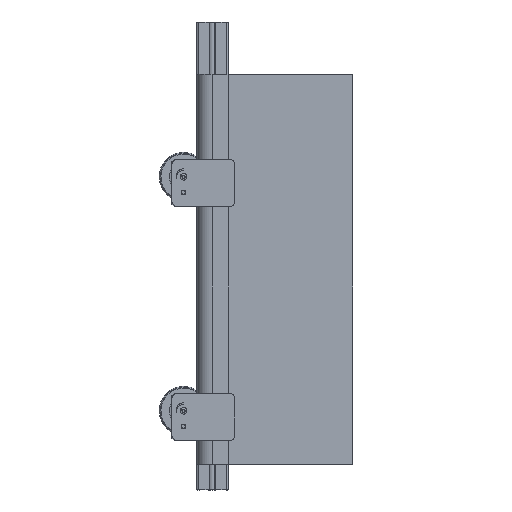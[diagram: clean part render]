
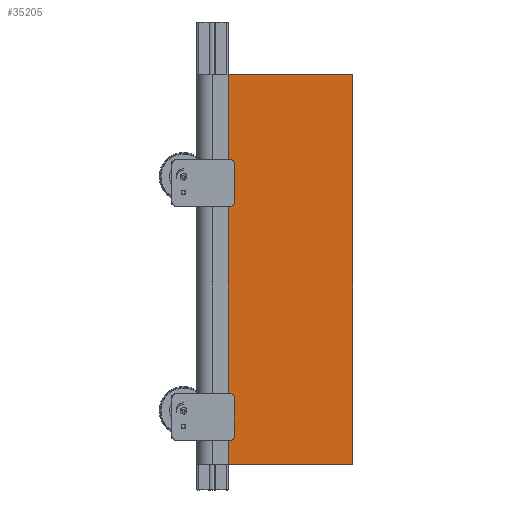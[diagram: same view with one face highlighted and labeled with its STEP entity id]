
A CAD part, front view. The second image highlights one B-rep face of the part: STEP entity #35205.
In plain terms, the highlighted free-form (B-spline) face has degree [1, 1] with [2, 2] control points.
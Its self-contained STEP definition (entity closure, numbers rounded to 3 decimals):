
#35182 = VERTEX_POINT('',#35183);
#35183 = CARTESIAN_POINT('',(-61.575,-26.392,
    -348.674));
#35188 = EDGE_CURVE('',#35189,#35182,#35191,.T.);
#35189 = VERTEX_POINT('',#35190);
#35190 = CARTESIAN_POINT('',(-61.575,-26.392,
    303.659));
#35191 = B_SPLINE_CURVE_WITH_KNOTS('',1,(#35192,#35193),.UNSPECIFIED.,
  .F.,.F.,(2,2),(-0.,500.),.PIECEWISE_BEZIER_KNOTS.);
#35192 = CARTESIAN_POINT('',(-61.575,-26.392,
    303.659));
#35193 = CARTESIAN_POINT('',(-61.575,-26.392,
    -348.674));
#35205 = ADVANCED_FACE('',(#35206),#35228,.F.);
#35206 = FACE_BOUND('',#35207,.T.);
#35207 = EDGE_LOOP('',(#35208,#35215,#35222,#35227));
#35208 = ORIENTED_EDGE('',*,*,#35209,.T.);
#35209 = EDGE_CURVE('',#35182,#35210,#35212,.T.);
#35210 = VERTEX_POINT('',#35211);
#35211 = CARTESIAN_POINT('',(147.171,-26.392,
    -348.674));
#35212 = B_SPLINE_CURVE_WITH_KNOTS('',1,(#35213,#35214),.UNSPECIFIED.,
  .F.,.F.,(2,2),(0.,160.),.PIECEWISE_BEZIER_KNOTS.);
#35213 = CARTESIAN_POINT('',(-61.575,-26.392,
    -348.674));
#35214 = CARTESIAN_POINT('',(147.171,-26.392,
    -348.674));
#35215 = ORIENTED_EDGE('',*,*,#35216,.F.);
#35216 = EDGE_CURVE('',#35217,#35210,#35219,.T.);
#35217 = VERTEX_POINT('',#35218);
#35218 = CARTESIAN_POINT('',(147.171,-26.392,
    303.659));
#35219 = B_SPLINE_CURVE_WITH_KNOTS('',1,(#35220,#35221),.UNSPECIFIED.,
  .F.,.F.,(2,2),(-0.,500.),.PIECEWISE_BEZIER_KNOTS.);
#35220 = CARTESIAN_POINT('',(147.171,-26.392,
    303.659));
#35221 = CARTESIAN_POINT('',(147.171,-26.392,
    -348.674));
#35222 = ORIENTED_EDGE('',*,*,#35223,.F.);
#35223 = EDGE_CURVE('',#35189,#35217,#35224,.T.);
#35224 = B_SPLINE_CURVE_WITH_KNOTS('',1,(#35225,#35226),.UNSPECIFIED.,
  .F.,.F.,(2,2),(0.,160.),.PIECEWISE_BEZIER_KNOTS.);
#35225 = CARTESIAN_POINT('',(-61.575,-26.392,
    303.659));
#35226 = CARTESIAN_POINT('',(147.171,-26.392,
    303.659));
#35227 = ORIENTED_EDGE('',*,*,#35188,.T.);
#35228 = B_SPLINE_SURFACE_WITH_KNOTS('',1,1,(
    (#35229,#35230)
    ,(#35231,#35232
    )),.UNSPECIFIED.,.F.,.F.,.F.,(2,2),(2,2),(-500.,0.),(0.,160.),
  .PIECEWISE_BEZIER_KNOTS.);
#35229 = CARTESIAN_POINT('',(-61.575,-26.392,
    -348.674));
#35230 = CARTESIAN_POINT('',(147.171,-26.392,
    -348.674));
#35231 = CARTESIAN_POINT('',(-61.575,-26.392,
    303.659));
#35232 = CARTESIAN_POINT('',(147.171,-26.392,
    303.659));
